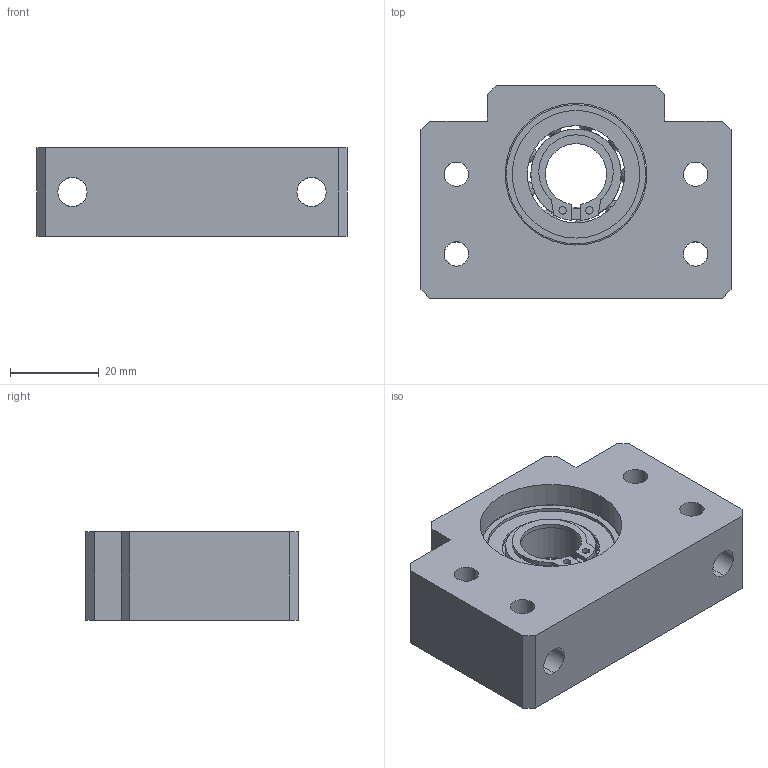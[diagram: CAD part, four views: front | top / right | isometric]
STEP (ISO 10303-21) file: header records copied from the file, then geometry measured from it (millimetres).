
FILE_DESCRIPTION (( 'STEP AP214' ), '1' );
FILE_NAME ('BF15.STEP', '2019-04-04T07:57:42', ( '' ), ( '' ), 'SwSTEP 2.0', 'SolidWorks 2015', '' );
FILE_SCHEMA (( 'AUTOMOTIVE_DESIGN' ));
Length unit declared in the file: millimetre
Products named in the file (1): BF15
Bounding box: 70 x 48 x 20 mm (x, y, z)
Volume: 44796 mm3; surface area: 18983.5 mm2
Topology: 3 solids, 3 shells, 759 faces, 2228 edges, 1485 vertices
Faces by surface type: plane 566, bspline 127, cylinder 66
Entity records: 29747 total; most frequent: CARTESIAN_POINT 10298, ORIENTED_EDGE 4456, DIRECTION 3413, EDGE_CURVE 2228, LINE 1605, VECTOR 1605, VERTEX_POINT 1485, AXIS2_PLACEMENT_3D 904
